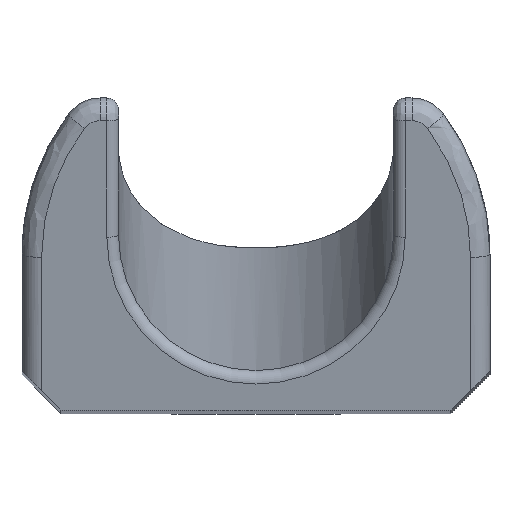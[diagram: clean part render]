
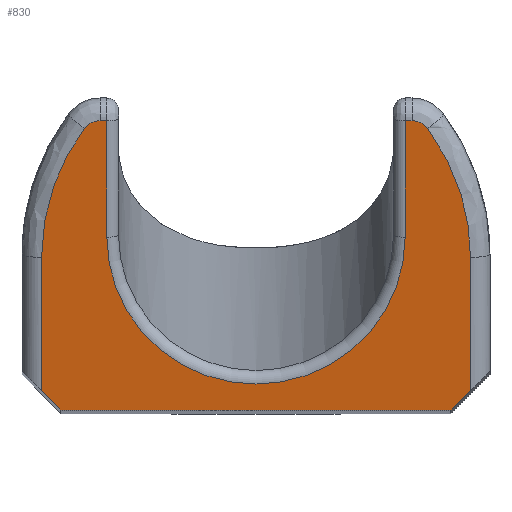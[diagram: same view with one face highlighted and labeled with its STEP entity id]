
A CAD part, top view. The second image highlights one B-rep face of the part: STEP entity #830.
In plain terms, the highlighted planar face has unit normal (0, -0.174, 0.985).
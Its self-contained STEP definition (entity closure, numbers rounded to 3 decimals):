
#16=PLANE('',#910);
#33=LINE('',#1487,#79);
#35=LINE('',#1499,#81);
#39=LINE('',#1526,#85);
#41=LINE('',#1532,#87);
#42=LINE('',#1538,#88);
#43=LINE('',#1540,#89);
#44=LINE('',#1542,#90);
#45=LINE('',#1544,#91);
#46=LINE('',#1546,#92);
#79=VECTOR('',#1034,3.028);
#81=VECTOR('',#1048,3.028);
#85=VECTOR('',#1062,0.175);
#87=VECTOR('',#1068,0.175);
#88=VECTOR('',#1073,3.466);
#89=VECTOR('',#1074,0.713);
#90=VECTOR('',#1075,10.);
#91=VECTOR('',#1076,0.713);
#92=VECTOR('',#1077,3.466);
#146=ELLIPSE('',#911,0.508,0.5);
#147=ELLIPSE('',#912,5.585,5.5);
#148=ELLIPSE('',#913,5.585,5.5);
#149=ELLIPSE('',#914,0.508,0.5);
#204=FACE_OUTER_BOUND('',#260,.T.);
#260=EDGE_LOOP('',(#613,#614,#615,#616,#617,#618,#619,#620,#621,#622,#623,
#624,#625,#626));
#319=CIRCLE('',#900,3.825);
#370=VERTEX_POINT('',#1479);
#372=VERTEX_POINT('',#1485);
#374=VERTEX_POINT('',#1491);
#376=VERTEX_POINT('',#1497);
#379=VERTEX_POINT('',#1525);
#381=VERTEX_POINT('',#1531);
#382=VERTEX_POINT('',#1533);
#383=VERTEX_POINT('',#1535);
#384=VERTEX_POINT('',#1537);
#385=VERTEX_POINT('',#1539);
#386=VERTEX_POINT('',#1541);
#387=VERTEX_POINT('',#1543);
#388=VERTEX_POINT('',#1545);
#389=VERTEX_POINT('',#1547);
#454=EDGE_CURVE('',#372,#370,#33,.T.);
#457=EDGE_CURVE('',#374,#372,#319,.T.);
#460=EDGE_CURVE('',#376,#374,#35,.T.);
#467=EDGE_CURVE('',#370,#379,#39,.T.);
#470=EDGE_CURVE('',#381,#376,#41,.T.);
#471=EDGE_CURVE('',#382,#381,#146,.T.);
#472=EDGE_CURVE('',#383,#382,#147,.T.);
#473=EDGE_CURVE('',#384,#383,#42,.T.);
#474=EDGE_CURVE('',#385,#384,#43,.T.);
#475=EDGE_CURVE('',#385,#386,#44,.T.);
#476=EDGE_CURVE('',#387,#386,#45,.T.);
#477=EDGE_CURVE('',#388,#387,#46,.T.);
#478=EDGE_CURVE('',#389,#388,#148,.T.);
#479=EDGE_CURVE('',#379,#389,#149,.T.);
#613=ORIENTED_EDGE('',*,*,#454,.F.);
#614=ORIENTED_EDGE('',*,*,#457,.F.);
#615=ORIENTED_EDGE('',*,*,#460,.F.);
#616=ORIENTED_EDGE('',*,*,#470,.F.);
#617=ORIENTED_EDGE('',*,*,#471,.F.);
#618=ORIENTED_EDGE('',*,*,#472,.F.);
#619=ORIENTED_EDGE('',*,*,#473,.F.);
#620=ORIENTED_EDGE('',*,*,#474,.F.);
#621=ORIENTED_EDGE('',*,*,#475,.T.);
#622=ORIENTED_EDGE('',*,*,#476,.F.);
#623=ORIENTED_EDGE('',*,*,#477,.F.);
#624=ORIENTED_EDGE('',*,*,#478,.F.);
#625=ORIENTED_EDGE('',*,*,#479,.F.);
#626=ORIENTED_EDGE('',*,*,#467,.F.);
#830=ADVANCED_FACE('',(#204),#16,.T.);
#900=AXIS2_PLACEMENT_3D('',#1493,#1040,#1041);
#910=AXIS2_PLACEMENT_3D('',#1530,#1066,#1067);
#911=AXIS2_PLACEMENT_3D('',#1534,#1069,#1070);
#912=AXIS2_PLACEMENT_3D('',#1536,#1071,#1072);
#913=AXIS2_PLACEMENT_3D('',#1548,#1078,#1079);
#914=AXIS2_PLACEMENT_3D('',#1549,#1080,#1081);
#1034=DIRECTION('',(0.,0.985,0.174));
#1040=DIRECTION('center_axis',(0.,-0.174,0.985));
#1041=DIRECTION('ref_axis',(0.,-0.985,-0.174));
#1048=DIRECTION('',(0.,-0.985,-0.174));
#1062=DIRECTION('',(1.,0.,0.));
#1066=DIRECTION('center_axis',(0.,-0.174,0.985));
#1067=DIRECTION('ref_axis',(0.,-0.985,-0.174));
#1068=DIRECTION('',(1.,0.,0.));
#1069=DIRECTION('center_axis',(0.,0.174,-0.985));
#1070=DIRECTION('ref_axis',(0.,0.985,0.174));
#1071=DIRECTION('center_axis',(0.,0.174,-0.985));
#1072=DIRECTION('ref_axis',(0.,0.985,0.174));
#1073=DIRECTION('',(0.,0.985,0.174));
#1074=DIRECTION('',(-0.702,0.702,0.124));
#1075=DIRECTION('',(1.,0.,0.));
#1076=DIRECTION('',(-0.702,-0.702,-0.124));
#1077=DIRECTION('',(0.,-0.985,-0.174));
#1078=DIRECTION('center_axis',(0.,0.174,-0.985));
#1079=DIRECTION('ref_axis',(0.,0.985,0.174));
#1080=DIRECTION('center_axis',(0.,0.174,-0.985));
#1081=DIRECTION('ref_axis',(0.,0.985,0.174));
#1479=CARTESIAN_POINT('',(9.825,7.413,1.307));
#1485=CARTESIAN_POINT('',(9.825,4.432,0.781));
#1487=CARTESIAN_POINT('',(9.825,8.678,1.53));
#1491=CARTESIAN_POINT('',(2.175,4.432,0.781));
#1493=CARTESIAN_POINT('Origin',(6.,4.432,0.781));
#1497=CARTESIAN_POINT('',(2.175,7.413,1.307));
#1499=CARTESIAN_POINT('',(2.175,6.216,1.096));
#1525=CARTESIAN_POINT('',(10.,7.413,1.307));
#1526=CARTESIAN_POINT('',(0.,7.413,1.307));
#1530=CARTESIAN_POINT('Origin',(0.,8.,1.411));
#1531=CARTESIAN_POINT('',(2.,7.413,1.307));
#1532=CARTESIAN_POINT('',(0.,7.413,1.307));
#1533=CARTESIAN_POINT('',(1.6,7.213,1.272));
#1534=CARTESIAN_POINT('Origin',(2.,6.913,1.219));
#1535=CARTESIAN_POINT('',(0.5,3.913,0.69));
#1536=CARTESIAN_POINT('Origin',(6.,3.913,0.69));
#1537=CARTESIAN_POINT('',(0.5,0.5,0.088));
#1538=CARTESIAN_POINT('',(0.5,2.832,0.499));
#1539=CARTESIAN_POINT('',(1.,0.,0.));
#1540=CARTESIAN_POINT('',(-0.902,1.902,0.335));
#1541=CARTESIAN_POINT('',(11.,0.,0.));
#1542=CARTESIAN_POINT('',(0.,0.,0.));
#1543=CARTESIAN_POINT('',(11.5,0.5,0.088));
#1544=CARTESIAN_POINT('',(9.948,-1.052,-0.185));
#1545=CARTESIAN_POINT('',(11.5,3.913,0.69));
#1546=CARTESIAN_POINT('',(11.5,2.832,0.499));
#1547=CARTESIAN_POINT('',(10.4,7.213,1.272));
#1548=CARTESIAN_POINT('Origin',(6.,3.913,0.69));
#1549=CARTESIAN_POINT('Origin',(10.,6.913,1.219));
